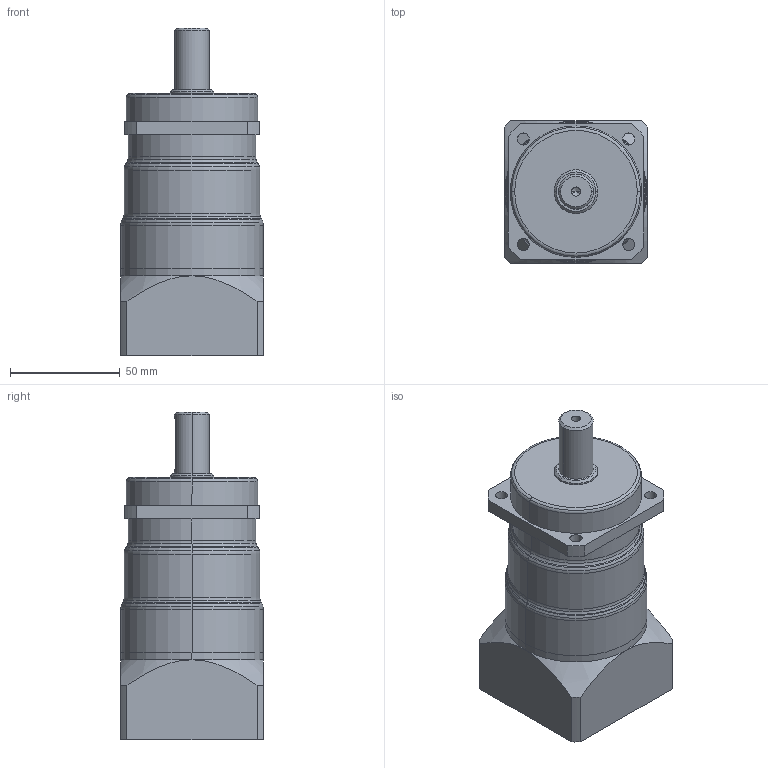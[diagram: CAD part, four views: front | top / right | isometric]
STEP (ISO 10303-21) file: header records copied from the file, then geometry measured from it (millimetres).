
FILE_DESCRIPTION((''),'2;1');
FILE_NAME('VRS60-S2-L2_ASM','2022-06-14T14:31:31',('Administrator'),(''),'CREO PARAMETRIC BY PTC INC, 2019010','CREO PARAMETRIC BY PTC INC, 2019010','');
FILE_SCHEMA(('CONFIG_CONTROL_DESIGN'));
Length unit declared in the file: millimetre
Products named in the file (3): _100001; 10001; VRS60-S2-L2_ASM
Assembly tree (2 placements, depth 2):
  VRS60-S2-L2_ASM
    _100001
    10001
Bounding box: 65 x 65 x 149.5 mm (x, y, z)
Volume: 380609.3 mm3; surface area: 52440.7 mm2
Topology: 2 solids, 2 shells, 194 faces, 462 edges, 287 vertices
Faces by surface type: plane 66, cylinder 66, torus 36, cone 26
Entity records: 5864 total; most frequent: CARTESIAN_POINT 1152, DIRECTION 1064, ORIENTED_EDGE 904, EDGE_CURVE 452, AXIS2_PLACEMENT_3D 433, VERTEX_POINT 287, CIRCLE 234, EDGE_LOOP 227
